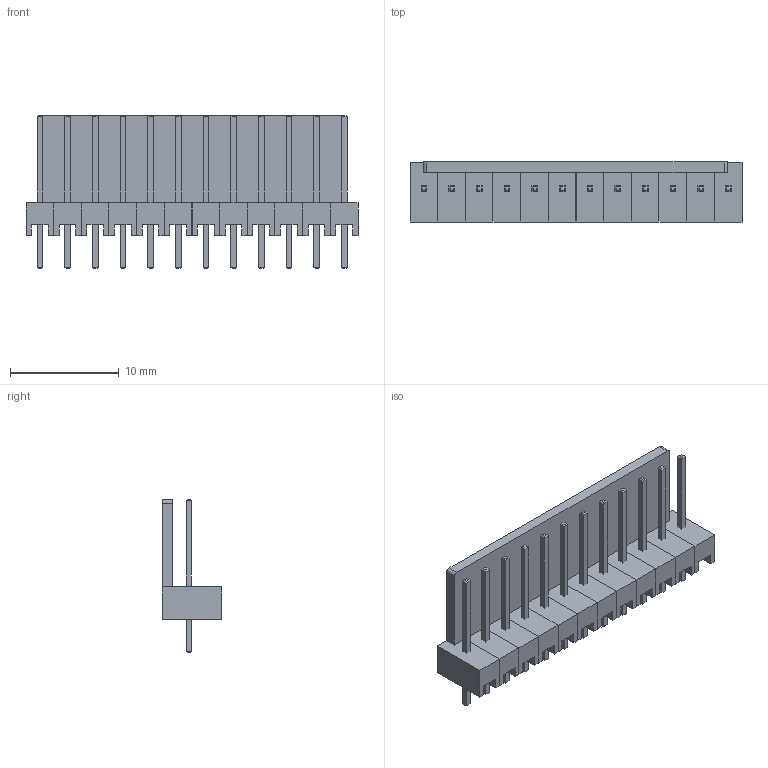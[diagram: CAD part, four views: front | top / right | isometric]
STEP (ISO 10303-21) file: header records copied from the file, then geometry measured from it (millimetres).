
FILE_DESCRIPTION(('FreeCAD Model'),'2;1');
FILE_NAME( '12P.stp', '2017-07-29T15:12:38',('FreeCAD'),('FreeCAD'), 'Open CASCADE STEP processor 6.8','FreeCAD','Unknown');
FILE_SCHEMA(('AUTOMOTIVE_DESIGN_CC2 { 1 2 10303 214 -1 1 5 4 }'));
Length unit declared in the file: millimetre
Products named in the file (28): Open CASCADE STEP translator 6.8 13; Open CASCADE STEP translator 6.8 13.1; Open CASCADE STEP translator 6.8 13.1.1; Open CASCADE STEP translator 6.8 13.1.2; Open CASCADE STEP translator 6.8 13.1.3; Open CASCADE STEP translator 6.8 13.1.4; Open CASCADE STEP translator 6.8 13.1.5; Open CASCADE STEP translator 6.8 13.1.6; Open CASCADE STEP translator 6.8 13.1.7; Open CASCADE STEP translator 6.8 13.1.8; Open CASCADE STEP translator 6.8 13.1.9; Open CASCADE STEP translator 6.8 13.1.10; Open CASCADE STEP translator 6.8 13.1.11; Open CASCADE STEP translator 6.8 13.1.12; Open CASCADE STEP translator 6.8 13.2; Open CASCADE STEP translator 6.8 13.2.1; Open CASCADE STEP translator 6.8 13.2.2; Open CASCADE STEP translator 6.8 13.2.3; Open CASCADE STEP translator 6.8 13.2.4; Open CASCADE STEP translator 6.8 13.2.5; Open CASCADE STEP translator 6.8 13.2.6; Open CASCADE STEP translator 6.8 13.2.7; Open CASCADE STEP translator 6.8 13.2.8; Open CASCADE STEP translator 6.8 13.2.9; Open CASCADE STEP translator 6.8 13.2.10; Open CASCADE STEP translator 6.8 13.2.11; Open CASCADE STEP translator 6.8 13.2.12; Open CASCADE STEP translator 6.8 13.3
Assembly tree (27 placements, depth 3):
  Open CASCADE STEP translator 6.8 13
    Open CASCADE STEP translator 6.8 13.1
      Open CASCADE STEP translator 6.8 13.1.1
      Open CASCADE STEP translator 6.8 13.1.2
      Open CASCADE STEP translator 6.8 13.1.3
      Open CASCADE STEP translator 6.8 13.1.4
      Open CASCADE STEP translator 6.8 13.1.5
      Open CASCADE STEP translator 6.8 13.1.6
      Open CASCADE STEP translator 6.8 13.1.7
      Open CASCADE STEP translator 6.8 13.1.8
      Open CASCADE STEP translator 6.8 13.1.9
      Open CASCADE STEP translator 6.8 13.1.10
      Open CASCADE STEP translator 6.8 13.1.11
      Open CASCADE STEP translator 6.8 13.1.12
    Open CASCADE STEP translator 6.8 13.2
      Open CASCADE STEP translator 6.8 13.2.1
      Open CASCADE STEP translator 6.8 13.2.2
      Open CASCADE STEP translator 6.8 13.2.3
      Open CASCADE STEP translator 6.8 13.2.4
      Open CASCADE STEP translator 6.8 13.2.5
      Open CASCADE STEP translator 6.8 13.2.6
      Open CASCADE STEP translator 6.8 13.2.7
      Open CASCADE STEP translator 6.8 13.2.8
      Open CASCADE STEP translator 6.8 13.2.9
      Open CASCADE STEP translator 6.8 13.2.10
      Open CASCADE STEP translator 6.8 13.2.11
      Open CASCADE STEP translator 6.8 13.2.12
    Open CASCADE STEP translator 6.8 13.3
Bounding box: 30.48 x 5.5 x 14 mm (x, y, z)
Volume: 666.6 mm3; surface area: 1866.6 mm2
Topology: 25 solids, 25 shells, 296 faces, 642 edges, 396 vertices
Faces by surface type: plane 294, cylinder 2
Entity records: 16568 total; most frequent: CARTESIAN_POINT 2670, DIRECTION 2574, LINE 1918, VECTOR 1918, ORIENTED_EDGE 1284, PCURVE 1284, DEFINITIONAL_REPRESENTATION 1284, EDGE_CURVE 642
